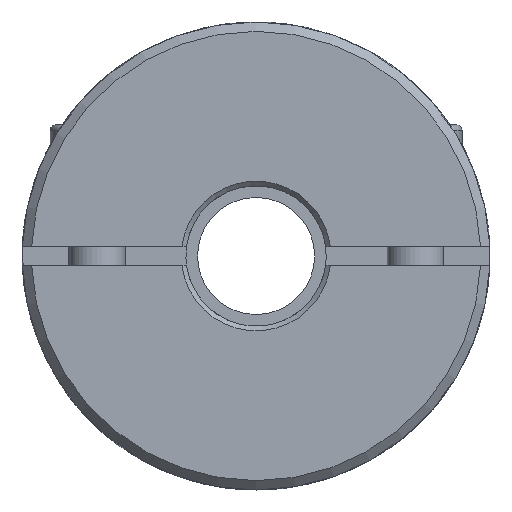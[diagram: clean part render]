
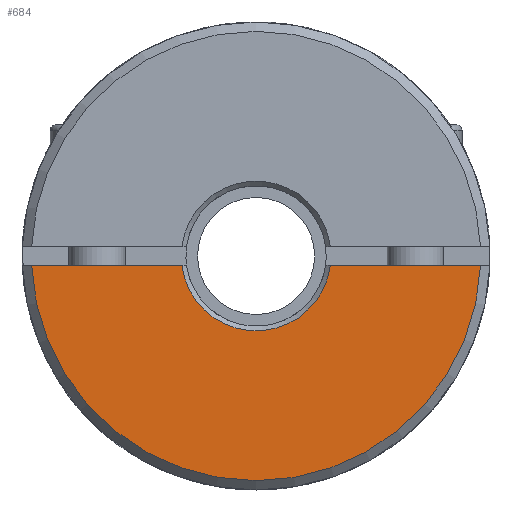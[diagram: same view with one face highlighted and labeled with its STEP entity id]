
A CAD part, left-side view. The second image highlights one B-rep face of the part: STEP entity #684.
In plain terms, the highlighted planar face has unit normal (-1, 0, 0).
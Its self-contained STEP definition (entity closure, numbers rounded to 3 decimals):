
#684 = ADVANCED_FACE( '', ( #1543 ), #1544, .T. );
#1543 = FACE_OUTER_BOUND( '', #2542, .T. );
#1544 = PLANE( '', #2543 );
#2542 = EDGE_LOOP( '', ( #4543, #4544, #4545, #4546 ) );
#2543 = AXIS2_PLACEMENT_3D( '', #4547, #4548, #4549 );
#4543 = ORIENTED_EDGE( '', *, *, #5878, .F. );
#4544 = ORIENTED_EDGE( '', *, *, #6381, .T. );
#4545 = ORIENTED_EDGE( '', *, *, #5974, .F. );
#4546 = ORIENTED_EDGE( '', *, *, #6382, .T. );
#4547 = CARTESIAN_POINT( '', ( 0., -4.25, 0. ) );
#4548 = DIRECTION( '', ( -1., 0., 0. ) );
#4549 = DIRECTION( '', ( 0., -1., 0. ) );
#5878 = EDGE_CURVE( '', #7117, #7119, #7120, .T. );
#5974 = EDGE_CURVE( '', #7282, #7283, #7284, .T. );
#6381 = EDGE_CURVE( '', #7117, #7283, #7869, .F. );
#6382 = EDGE_CURVE( '', #7282, #7119, #7870, .T. );
#7117 = VERTEX_POINT( '', #9092 );
#7119 = VERTEX_POINT( '', #9097 );
#7120 = LINE( '', #9098, #9099 );
#7282 = VERTEX_POINT( '', #9366 );
#7283 = VERTEX_POINT( '', #9367 );
#7284 = LINE( '', #9368, #9369 );
#7869 = CIRCLE( '', #10852, 8. );
#7870 = CIRCLE( '', #10853, 24. );
#9092 = CARTESIAN_POINT( '', ( 0., -7.937, -1. ) );
#9097 = CARTESIAN_POINT( '', ( 0., -23.979, -1. ) );
#9098 = CARTESIAN_POINT( '', ( 0., -4.25, -1. ) );
#9099 = VECTOR( '', #11581, 1000. );
#9366 = CARTESIAN_POINT( '', ( 0., 23.979, -1. ) );
#9367 = CARTESIAN_POINT( '', ( 0., 7.937, -1. ) );
#9368 = CARTESIAN_POINT( '', ( 0., -4.25, -1. ) );
#9369 = VECTOR( '', #11740, 1000. );
#10852 = AXIS2_PLACEMENT_3D( '', #12224, #12225, #12226 );
#10853 = AXIS2_PLACEMENT_3D( '', #12227, #12228, #12229 );
#11581 = DIRECTION( '', ( 0., -1., 0. ) );
#11740 = DIRECTION( '', ( 0., -1., 0. ) );
#12224 = CARTESIAN_POINT( '', ( 0., 0., 0. ) );
#12225 = DIRECTION( '', ( -1., 0., 0. ) );
#12226 = DIRECTION( '', ( 0., 0., 1. ) );
#12227 = CARTESIAN_POINT( '', ( 0., 0., 0. ) );
#12228 = DIRECTION( '', ( -1., 0., 0. ) );
#12229 = DIRECTION( '', ( 0., -1., 0. ) );
